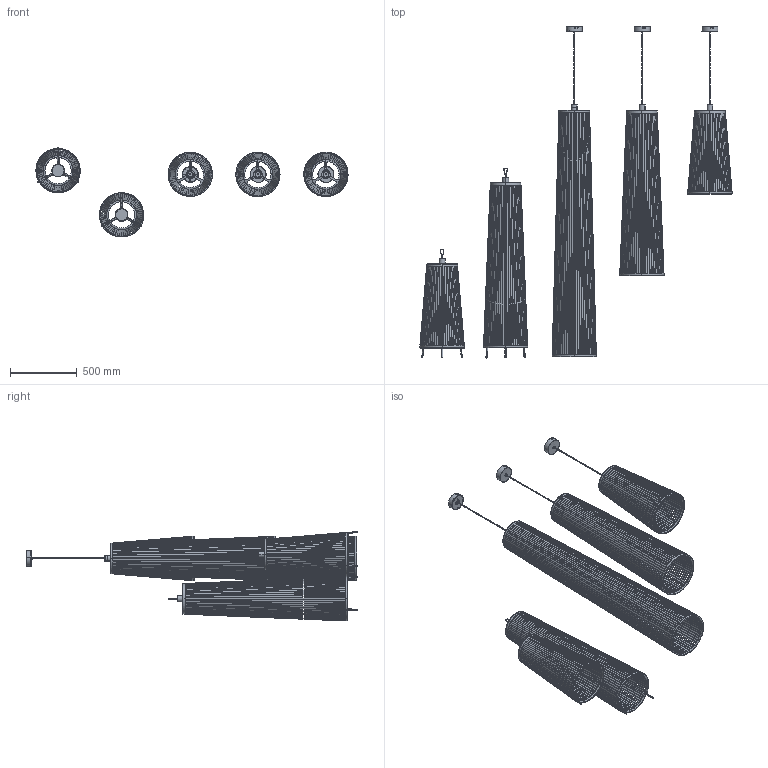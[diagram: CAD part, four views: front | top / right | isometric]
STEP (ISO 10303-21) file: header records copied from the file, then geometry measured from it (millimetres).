
FILE_DESCRIPTION (( 'STEP AP203' ), '1' );
FILE_NAME ('solis family.STEP', '2020-05-11T21:01:33', ( '' ), ( '' ), 'SwSTEP 2.0', 'SolidWorks 2019', '' );
FILE_SCHEMA (( 'CONFIG_CONTROL_DESIGN' ));
Products named in the file (1): solis family
Bounding box: 2335.86 x 2484.32 x 673.44 mm (x, y, z)
Surface area: 8790880.7 mm2 (no closed solid volume)
Topology: 0 solids, 51 shells, 1325 faces, 5277 edges, 3353 vertices
Faces by surface type: plane 826, bspline 499
Entity records: 101751 total; most frequent: CARTESIAN_POINT 73409, ORIENTED_EDGE 8596, EDGE_CURVE 5077, VERTEX_POINT 3353, B_SPLINE_CURVE_WITH_KNOTS 3007, EDGE_LOOP 1770, DIRECTION 1654, FACE_OUTER_BOUND 1325
